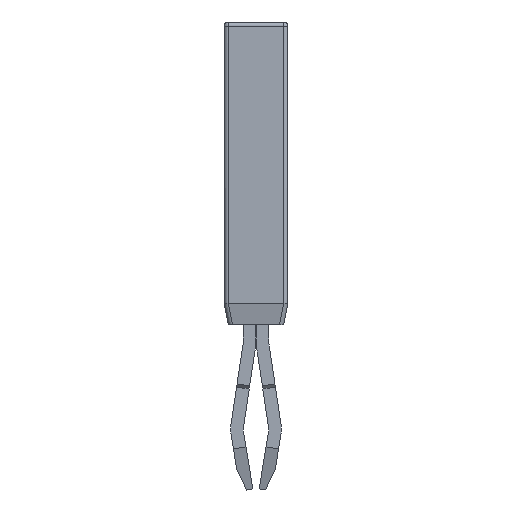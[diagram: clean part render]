
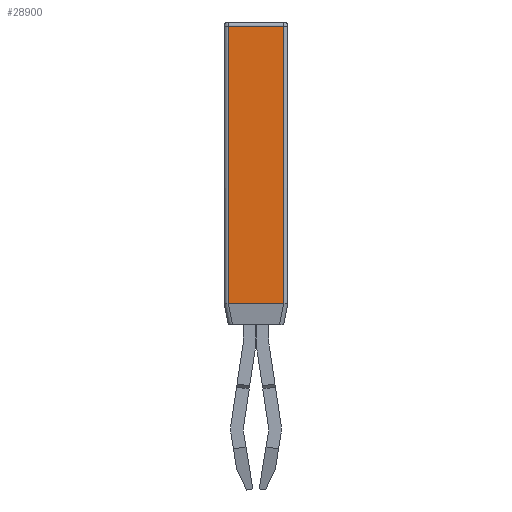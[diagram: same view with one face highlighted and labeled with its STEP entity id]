
A CAD part, left-side view. The second image highlights one B-rep face of the part: STEP entity #28900.
In plain terms, the highlighted planar face has unit normal (-1, 0, 0).
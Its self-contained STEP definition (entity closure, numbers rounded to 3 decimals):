
#2090=ORIENTED_EDGE('',*,*,#10922,.F.);
#2091=ORIENTED_EDGE('',*,*,#10923,.T.);
#2092=ORIENTED_EDGE('',*,*,#10924,.T.);
#2093=ORIENTED_EDGE('',*,*,#10925,.F.);
#10922=EDGE_CURVE('',#15337,#15338,#18121,.T.);
#10923=EDGE_CURVE('',#15337,#15339,#18122,.T.);
#10924=EDGE_CURVE('',#15339,#15340,#18123,.T.);
#10925=EDGE_CURVE('',#15338,#15340,#18124,.T.);
#15337=VERTEX_POINT('',#42497);
#15338=VERTEX_POINT('',#42498);
#15339=VERTEX_POINT('',#42500);
#15340=VERTEX_POINT('',#42502);
#18121=LINE('',#42496,#21380);
#18122=LINE('',#42499,#21381);
#18123=LINE('',#42501,#21382);
#18124=LINE('',#42503,#21383);
#21380=VECTOR('',#33664,1000.);
#21381=VECTOR('',#33665,1000.);
#21382=VECTOR('',#33666,1000.);
#21383=VECTOR('',#33667,1000.);
#24456=EDGE_LOOP('',(#2090,#2091,#2092,#2093));
#26171=FACE_BOUND('',#24456,.T.);
#27844=PLANE('',#30631);
#28900=ADVANCED_FACE('',(#26171),#27844,.T.);
#30631=AXIS2_PLACEMENT_3D('',#42495,#33662,#33663);
#33662=DIRECTION('',(-1.,0.,0.));
#33663=DIRECTION('',(0.,0.,1.));
#33664=DIRECTION('',(0.,-1.,0.));
#33665=DIRECTION('',(0.,0.,-1.));
#33666=DIRECTION('',(0.,-1.,0.));
#33667=DIRECTION('',(0.,0.,-1.));
#42495=CARTESIAN_POINT('',(0.,3.,14.));
#42496=CARTESIAN_POINT('',(0.,3.,14.));
#42497=CARTESIAN_POINT('',(0.,2.8,14.));
#42498=CARTESIAN_POINT('',(0.,0.2,14.));
#42499=CARTESIAN_POINT('',(0.,2.8,1.));
#42500=CARTESIAN_POINT('',(0.,2.8,1.));
#42501=CARTESIAN_POINT('',(0.,3.,1.));
#42502=CARTESIAN_POINT('',(0.,0.2,1.));
#42503=CARTESIAN_POINT('',(0.,0.2,14.));
